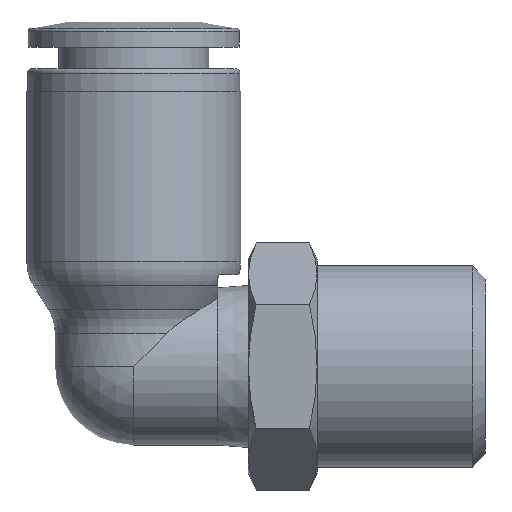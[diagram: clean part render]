
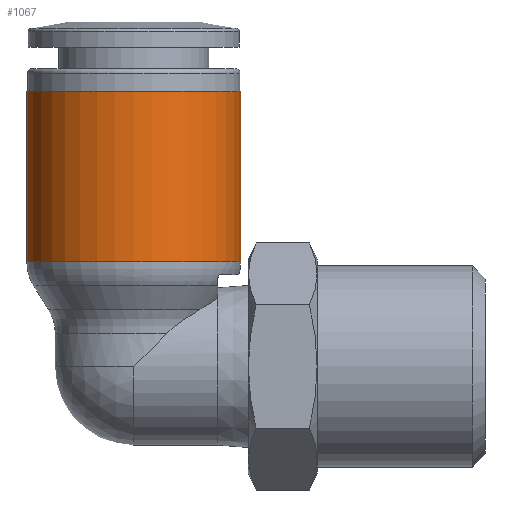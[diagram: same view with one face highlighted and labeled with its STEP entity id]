
A CAD part, left-side view. The second image highlights one B-rep face of the part: STEP entity #1067.
In plain terms, the highlighted cylindrical face has radius 7 mm (diameter 14 mm), a full revolution.
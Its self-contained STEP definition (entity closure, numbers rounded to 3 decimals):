
#130=CIRCLE('',#1130,7.);
#142=CIRCLE('',#1152,7.);
#224=ORIENTED_EDGE('',*,*,#379,.F.);
#225=ORIENTED_EDGE('',*,*,#395,.T.);
#379=EDGE_CURVE('',#463,#463,#130,.T.);
#395=EDGE_CURVE('',#478,#478,#142,.T.);
#463=VERTEX_POINT('',#1544);
#478=VERTEX_POINT('',#1597);
#538=EDGE_LOOP('',(#224));
#539=EDGE_LOOP('',(#225));
#616=FACE_BOUND('',#538,.T.);
#617=FACE_BOUND('',#539,.T.);
#666=CYLINDRICAL_SURFACE('',#1153,7.);
#1067=ADVANCED_FACE('',(#616,#617),#666,.T.);
#1130=AXIS2_PLACEMENT_3D('',#1543,#1258,#1259);
#1152=AXIS2_PLACEMENT_3D('',#1596,#1302,#1303);
#1153=AXIS2_PLACEMENT_3D('',#1598,#1304,#1305);
#1258=DIRECTION('',(0.,0.,-1.));
#1259=DIRECTION('',(-1.,0.,0.));
#1302=DIRECTION('',(0.,0.,-1.));
#1303=DIRECTION('',(-1.,0.,0.));
#1304=DIRECTION('',(0.,0.,-1.));
#1305=DIRECTION('',(-1.,0.,0.));
#1543=CARTESIAN_POINT('',(0.,23.,6.851));
#1544=CARTESIAN_POINT('',(-7.,23.,6.851));
#1596=CARTESIAN_POINT('',(0.,23.,18.));
#1597=CARTESIAN_POINT('',(-7.,23.,18.));
#1598=CARTESIAN_POINT('',(0.,23.,0.));
